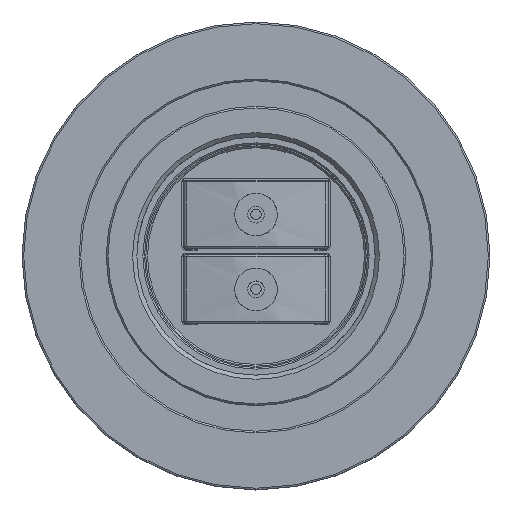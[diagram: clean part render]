
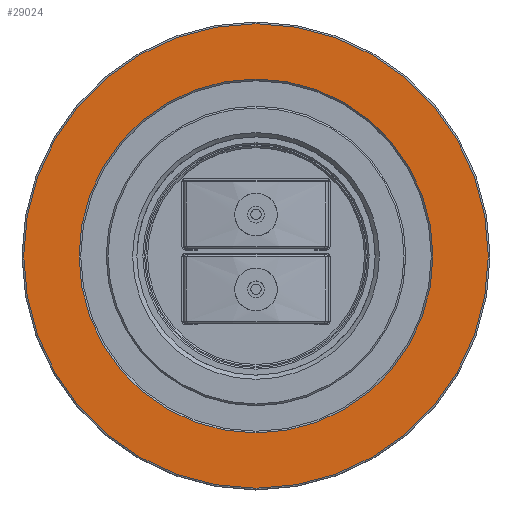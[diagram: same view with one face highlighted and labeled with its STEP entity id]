
A CAD part, top view. The second image highlights one B-rep face of the part: STEP entity #29024.
In plain terms, the highlighted planar face has unit normal (0, 0, 1).
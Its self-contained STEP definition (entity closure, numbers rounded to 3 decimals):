
#1934 = CARTESIAN_POINT ( 'NONE',  ( -20.8, 0., 0. ) ) ;
#2345 = VERTEX_POINT ( 'NONE', #1934 ) ;
#3190 = PLANE ( 'NONE',  #40347 ) ;
#3399 = CARTESIAN_POINT ( 'NONE',  ( 0., 0., 0. ) ) ;
#5981 = DIRECTION ( 'NONE',  ( 0., 0., -1. ) ) ;
#6346 = DIRECTION ( 'NONE',  ( -1., 0., 0. ) ) ;
#7867 = EDGE_LOOP ( 'NONE', ( #41382 ) ) ;
#12933 = EDGE_LOOP ( 'NONE', ( #26674 ) ) ;
#13157 = CARTESIAN_POINT ( 'NONE',  ( 0., 0., 0. ) ) ;
#13549 = DIRECTION ( 'NONE',  ( 0., 0., 1. ) ) ;
#13984 = CARTESIAN_POINT ( 'NONE',  ( 0., 0., 0. ) ) ;
#14997 = AXIS2_PLACEMENT_3D ( 'NONE', #13157, #35586, #6346 ) ;
#17706 = CIRCLE ( 'NONE', #14997, 20.8 ) ;
#19613 = FACE_BOUND ( 'NONE', #7867, .T. ) ;
#21359 = CARTESIAN_POINT ( 'NONE',  ( -27.3, 0., 0. ) ) ;
#23326 = FACE_OUTER_BOUND ( 'NONE', #12933, .T. ) ;
#24774 = VERTEX_POINT ( 'NONE', #21359 ) ;
#25336 = EDGE_CURVE ( 'NONE', #2345, #2345, #17706, .T. ) ;
#26674 = ORIENTED_EDGE ( 'NONE', *, *, #31602, .T. ) ;
#27537 = CIRCLE ( 'NONE', #40482, 27.3 ) ;
#29024 = ADVANCED_FACE ( 'NONE', ( #19613, #23326 ), #3190, .F. ) ;
#30211 = DIRECTION ( 'NONE',  ( -1., 0., 0. ) ) ;
#31602 = EDGE_CURVE ( 'NONE', #24774, #24774, #27537, .T. ) ;
#35586 = DIRECTION ( 'NONE',  ( 0., 0., -1. ) ) ;
#35626 = DIRECTION ( 'NONE',  ( -1., 0., 0. ) ) ;
#40347 = AXIS2_PLACEMENT_3D ( 'NONE', #3399, #5981, #35626 ) ;
#40482 = AXIS2_PLACEMENT_3D ( 'NONE', #13984, #13549, #30211 ) ;
#41382 = ORIENTED_EDGE ( 'NONE', *, *, #25336, .T. ) ;
